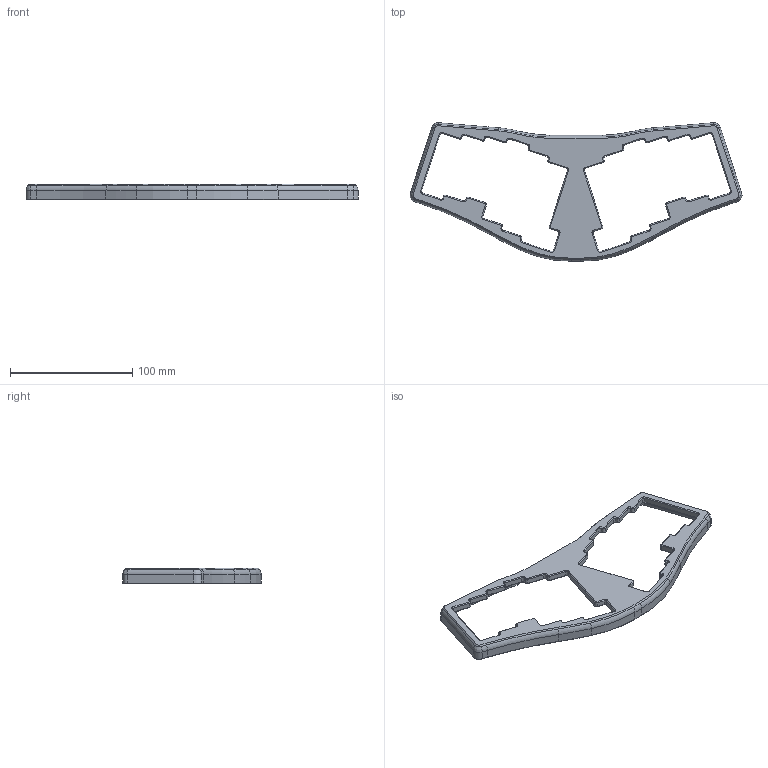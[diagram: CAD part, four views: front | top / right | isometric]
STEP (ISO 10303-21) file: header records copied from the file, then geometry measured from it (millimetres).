
FILE_DESCRIPTION(/* description */ (''),/* implementation_level */ '2;1');
FILE_NAME(/* name */ 'top.step',/* time_stamp */ '2022-10-27T15:00:30+02:00',/* author */ (''),/* organization */ (''),/* preprocessor_version */ 'ST-DEVELOPER v19.2',/* originating_system */ 'Autodesk Translation Framework v11.17.0.187',/* authorisation */ '');
FILE_SCHEMA (('AUTOMOTIVE_DESIGN { 1 0 10303 214 3 1 1 }'));
Length unit declared in the file: millimetre
Products named in the file (1): osprey_rev2
Bounding box: 271.91 x 113.46 x 13.1 mm (x, y, z)
Volume: 57706.1 mm3; surface area: 33899.6 mm2
Topology: 1 solids, 1 shells, 527 faces, 1294 edges, 769 vertices
Faces by surface type: plane 225, cylinder 143, cone 136, torus 19, bspline 4
Full cylindrical faces by diameter (mm): 3.2 x9
Entity records: 15413 total; most frequent: DIRECTION 2812, CARTESIAN_POINT 2689, ORIENTED_EDGE 2588, EDGE_CURVE 1294, AXIS2_PLACEMENT_3D 1004, LINE 804, VECTOR 804, VERTEX_POINT 769
